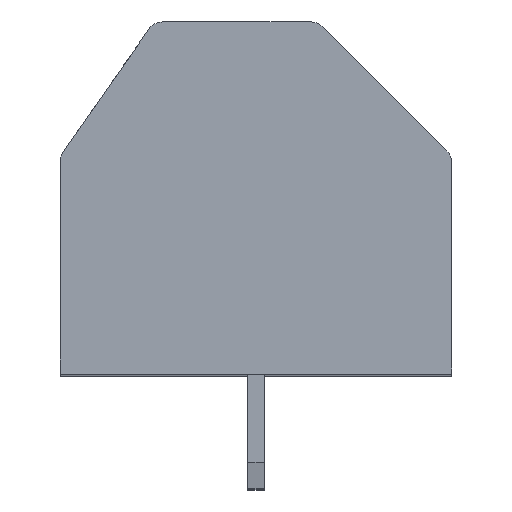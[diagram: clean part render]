
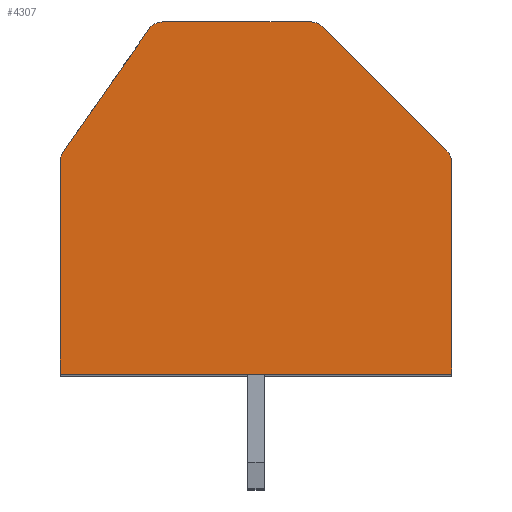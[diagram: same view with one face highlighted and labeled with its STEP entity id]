
A CAD part, top view. The second image highlights one B-rep face of the part: STEP entity #4307.
In plain terms, the highlighted planar face has unit normal (0, 0, 1).
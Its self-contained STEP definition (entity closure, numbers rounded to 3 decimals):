
#1357=CARTESIAN_POINT('',(1.693,4.899,3.));
#1358=DIRECTION('',(0.,0.,1.));
#1359=DIRECTION('',(0.707,0.707,0.));
#1360=AXIS2_PLACEMENT_3D('',#1357,#1358,#1359);
#1362=DIRECTION('',(-0.707,0.707,0.));
#1363=VECTOR('',#1362,5.383);
#1364=CARTESIAN_POINT('',(5.854,1.446,3.));
#1365=LINE('',#1364,#1363);
#1366=CARTESIAN_POINT('',(5.5,1.093,3.));
#1367=DIRECTION('',(0.,0.,1.));
#1368=DIRECTION('',(1.,0.,0.));
#1369=AXIS2_PLACEMENT_3D('',#1366,#1367,#1368);
#1371=DIRECTION('',(0.,1.,0.));
#1372=VECTOR('',#1371,6.493);
#1373=CARTESIAN_POINT('',(6.,-5.4,3.));
#1374=LINE('',#1373,#1372);
#1375=DIRECTION('',(1.,0.,0.));
#1376=VECTOR('',#1375,12.);
#1377=CARTESIAN_POINT('',(-6.,-5.4,3.));
#1378=LINE('',#1377,#1376);
#1379=DIRECTION('',(0.,-1.,0.));
#1380=VECTOR('',#1379,6.542);
#1381=CARTESIAN_POINT('',(-6.,1.142,3.));
#1382=LINE('',#1381,#1380);
#1383=CARTESIAN_POINT('',(-5.5,1.142,3.));
#1384=DIRECTION('',(0.,0.,1.));
#1385=DIRECTION('',(-0.819,0.574,0.));
#1386=AXIS2_PLACEMENT_3D('',#1383,#1384,#1385);
#1388=DIRECTION('',(-0.574,-0.819,0.));
#1389=VECTOR('',#1388,4.587);
#1390=CARTESIAN_POINT('',(-3.279,5.186,3.));
#1391=LINE('',#1390,#1389);
#1392=CARTESIAN_POINT('',(-2.869,4.899,3.));
#1393=DIRECTION('',(0.,0.,1.));
#1394=DIRECTION('',(0.,1.,0.));
#1395=AXIS2_PLACEMENT_3D('',#1392,#1393,#1394);
#1397=DIRECTION('',(-1.,0.,0.));
#1398=VECTOR('',#1397,4.563);
#1399=CARTESIAN_POINT('',(1.693,5.399,3.));
#1400=LINE('',#1399,#1398);
#1797=CARTESIAN_POINT('',(-6.,-5.4,3.));
#1798=CARTESIAN_POINT('',(6.,-5.4,3.));
#1799=VERTEX_POINT('',#1797);
#1800=VERTEX_POINT('',#1798);
#2109=CARTESIAN_POINT('',(2.047,5.253,3.));
#2110=VERTEX_POINT('',#2109);
#2111=CARTESIAN_POINT('',(1.693,5.399,3.));
#2112=VERTEX_POINT('',#2111);
#2117=CARTESIAN_POINT('',(6.,1.093,3.));
#2118=VERTEX_POINT('',#2117);
#2119=CARTESIAN_POINT('',(5.854,1.446,3.));
#2120=VERTEX_POINT('',#2119);
#2125=CARTESIAN_POINT('',(-2.869,5.399,3.));
#2126=VERTEX_POINT('',#2125);
#2127=CARTESIAN_POINT('',(-3.279,5.186,3.));
#2128=VERTEX_POINT('',#2127);
#2133=CARTESIAN_POINT('',(-5.91,1.429,3.));
#2134=VERTEX_POINT('',#2133);
#2135=CARTESIAN_POINT('',(-6.,1.142,3.));
#2136=VERTEX_POINT('',#2135);
#4290=CARTESIAN_POINT('',(0.,0.,3.));
#4291=DIRECTION('',(0.,0.,1.));
#4292=DIRECTION('',(1.,0.,0.));
#4293=AXIS2_PLACEMENT_3D('',#4290,#4291,#4292);
#4294=PLANE('',#4293);
#4295=ORIENTED_EDGE('',*,*,#2401,.F.);
#4296=ORIENTED_EDGE('',*,*,#2417,.F.);
#4297=ORIENTED_EDGE('',*,*,#3333,.F.);
#4298=ORIENTED_EDGE('',*,*,#3348,.F.);
#4299=ORIENTED_EDGE('',*,*,#3361,.F.);
#4300=ORIENTED_EDGE('',*,*,#3444,.F.);
#4301=ORIENTED_EDGE('',*,*,#3459,.F.);
#4302=ORIENTED_EDGE('',*,*,#3472,.F.);
#4303=ORIENTED_EDGE('',*,*,#4271,.F.);
#4304=ORIENTED_EDGE('',*,*,#4283,.F.);
#4305=EDGE_LOOP('',(#4295,#4296,#4297,#4298,#4299,#4300,#4301,#4302,#4303,
#4304));
#4306=FACE_OUTER_BOUND('',#4305,.F.);
#1361=CIRCLE('',#1360,0.5);
#1370=CIRCLE('',#1369,0.5);
#1387=CIRCLE('',#1386,0.5);
#1396=CIRCLE('',#1395,0.5);
#2401=EDGE_CURVE('',#2110,#2112,#1361,.T.);
#2417=EDGE_CURVE('',#2120,#2110,#1365,.T.);
#3333=EDGE_CURVE('',#2118,#2120,#1370,.T.);
#3348=EDGE_CURVE('',#1800,#2118,#1374,.T.);
#3361=EDGE_CURVE('',#1799,#1800,#1378,.T.);
#3444=EDGE_CURVE('',#2136,#1799,#1382,.T.);
#3459=EDGE_CURVE('',#2134,#2136,#1387,.T.);
#3472=EDGE_CURVE('',#2128,#2134,#1391,.T.);
#4271=EDGE_CURVE('',#2126,#2128,#1396,.T.);
#4283=EDGE_CURVE('',#2112,#2126,#1400,.T.);
#4307=ADVANCED_FACE('',(#4306),#4294,.T.);
